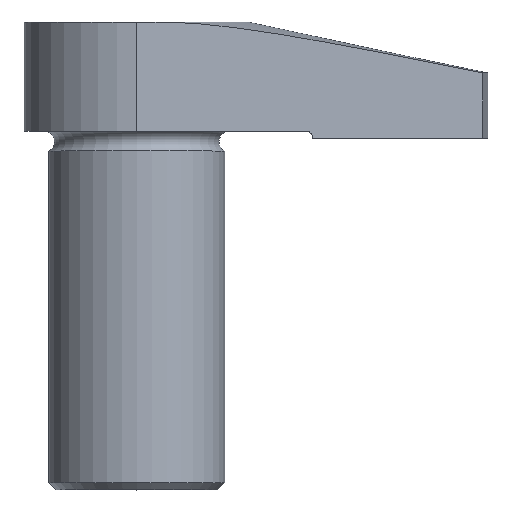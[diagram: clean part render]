
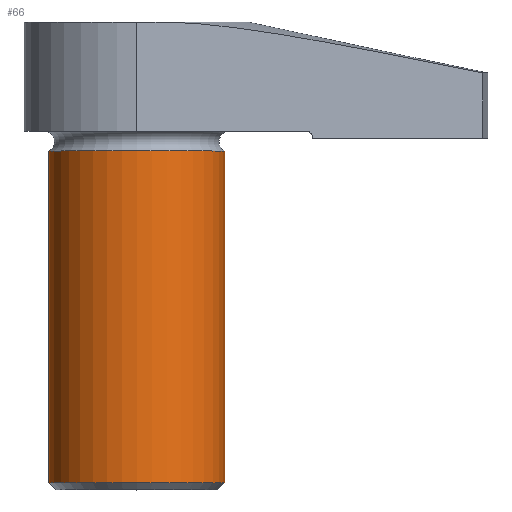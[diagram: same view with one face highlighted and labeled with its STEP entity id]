
A CAD part, top view. The second image highlights one B-rep face of the part: STEP entity #66.
In plain terms, the highlighted cylindrical face has radius 12.5 mm (diameter 25 mm), a full revolution.
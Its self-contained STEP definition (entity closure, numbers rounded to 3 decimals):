
#66 = ADVANCED_FACE( '', ( #135, #136 ), #137, .T. );
#135 = FACE_OUTER_BOUND( '', #199, .T. );
#136 = FACE_OUTER_BOUND( '', #200, .T. );
#137 = CYLINDRICAL_SURFACE( '', #201, 12.5 );
#199 = EDGE_LOOP( '', ( #313 ) );
#200 = EDGE_LOOP( '', ( #314 ) );
#201 = AXIS2_PLACEMENT_3D( '', #315, #316, #317 );
#313 = ORIENTED_EDGE( '', *, *, #353, .F. );
#314 = ORIENTED_EDGE( '', *, *, #355, .T. );
#315 = CARTESIAN_POINT( '', ( 0., 66.5, 0. ) );
#316 = DIRECTION( '', ( 0., -1., 0. ) );
#317 = DIRECTION( '', ( 0., 0., 1. ) );
#353 = EDGE_CURVE( '', #411, #411, #412, .T. );
#355 = EDGE_CURVE( '', #414, #414, #415, .T. );
#411 = VERTEX_POINT( '', #498 );
#412 = CIRCLE( '', #499, 12.5 );
#414 = VERTEX_POINT( '', #501 );
#415 = CIRCLE( '', #502, 12.5 );
#498 = CARTESIAN_POINT( '', ( 0., 48.173, 12.5 ) );
#499 = AXIS2_PLACEMENT_3D( '', #576, #577, #578 );
#501 = CARTESIAN_POINT( '', ( 0., 1., 12.5 ) );
#502 = AXIS2_PLACEMENT_3D( '', #579, #580, #581 );
#576 = CARTESIAN_POINT( '', ( 0., 48.173, 0. ) );
#577 = DIRECTION( '', ( 0., 1., 0. ) );
#578 = DIRECTION( '', ( 0., 0., 1. ) );
#579 = CARTESIAN_POINT( '', ( 0., 1., 0. ) );
#580 = DIRECTION( '', ( 0., 1., 0. ) );
#581 = DIRECTION( '', ( 0., 0., 1. ) );
